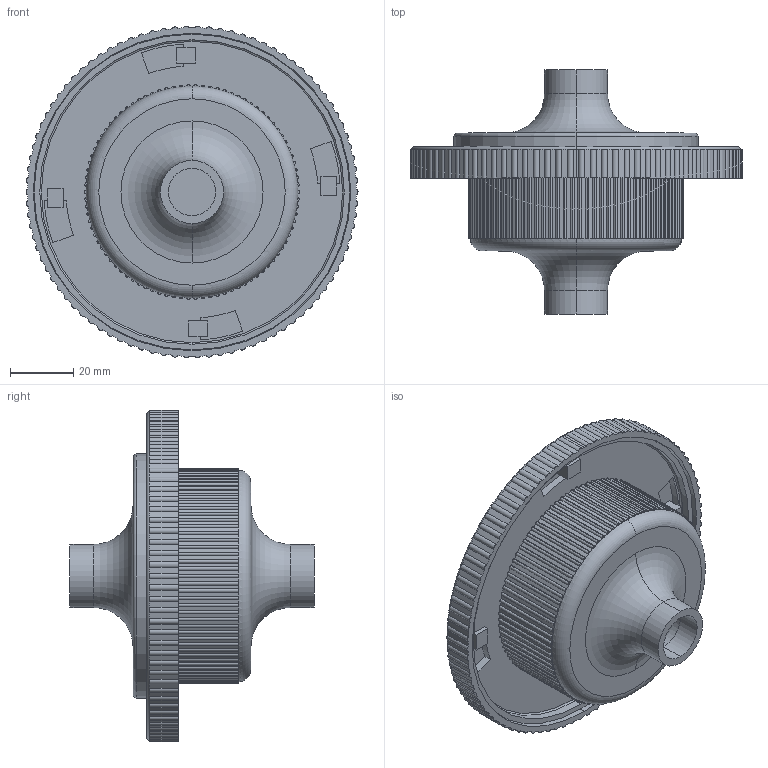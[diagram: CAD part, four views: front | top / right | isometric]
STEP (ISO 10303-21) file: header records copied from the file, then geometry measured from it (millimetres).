
FILE_DESCRIPTION (( 'STEP AP214' ), '1' );
FILE_NAME ('Pièce1.STEP', '2020-03-30T08:58:15', ( '' ), ( '' ), 'SwSTEP 2.0', 'SolidWorks 2019', '' );
FILE_SCHEMA (( 'AUTOMOTIVE_DESIGN' ));
Length unit declared in the file: millimetre
Products named in the file (1): Pièce1
Bounding box: 105.1 x 77.3 x 105.04 mm (x, y, z)
Volume: 72419.7 mm3; surface area: 69148.8 mm2
Topology: 4 solids, 4 shells, 746 faces, 1796 edges, 1068 vertices
Faces by surface type: cylinder 470, plane 246, torus 26, cone 4
Entity records: 21999 total; most frequent: DIRECTION 4468, CARTESIAN_POINT 3611, ORIENTED_EDGE 3592, AXIS2_PLACEMENT_3D 1925, EDGE_CURVE 1796, CIRCLE 1178, VERTEX_POINT 1068, EDGE_LOOP 778
